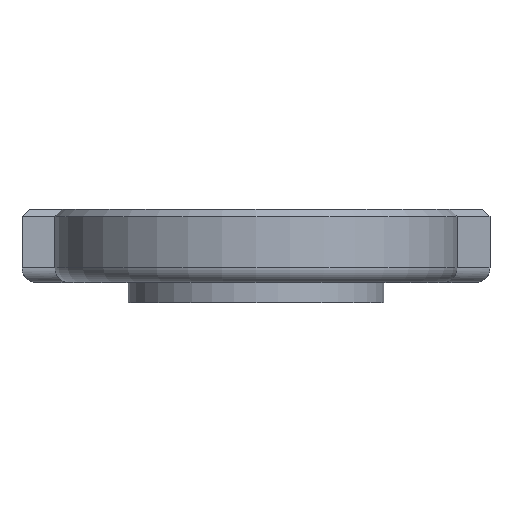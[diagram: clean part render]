
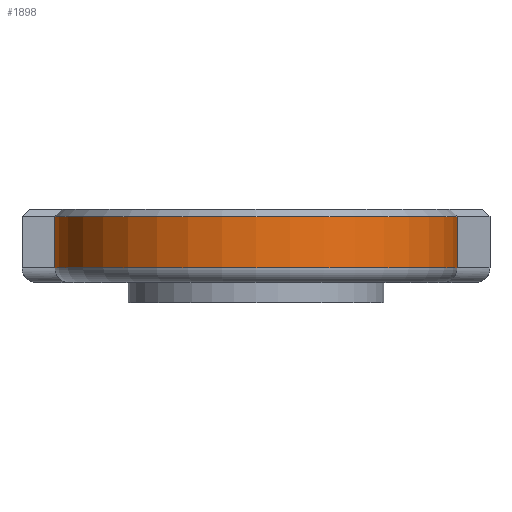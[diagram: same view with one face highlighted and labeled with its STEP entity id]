
A CAD part, front view. The second image highlights one B-rep face of the part: STEP entity #1898.
In plain terms, the highlighted cylindrical face has radius 27.5 mm (diameter 55 mm), a partial arc.
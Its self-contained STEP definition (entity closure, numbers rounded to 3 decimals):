
#172=FACE_OUTER_BOUND('',#274,.T.);
#274=EDGE_LOOP('',(#1512,#1513,#1514,#1515));
#463=LINE('',#3163,#632);
#464=LINE('',#3167,#633);
#632=VECTOR('',#2588,10.);
#633=VECTOR('',#2593,10.);
#744=CIRCLE('',#2081,27.5);
#755=CIRCLE('',#2103,27.5);
#899=VERTEX_POINT('',#3101);
#901=VERTEX_POINT('',#3107);
#918=VERTEX_POINT('',#3162);
#919=VERTEX_POINT('',#3166);
#1136=EDGE_CURVE('',#899,#901,#744,.T.);
#1162=EDGE_CURVE('',#901,#918,#463,.T.);
#1164=EDGE_CURVE('',#919,#899,#464,.T.);
#1165=EDGE_CURVE('',#918,#919,#755,.T.);
#1512=ORIENTED_EDGE('',*,*,#1136,.F.);
#1513=ORIENTED_EDGE('',*,*,#1164,.F.);
#1514=ORIENTED_EDGE('',*,*,#1165,.F.);
#1515=ORIENTED_EDGE('',*,*,#1162,.F.);
#1817=CYLINDRICAL_SURFACE('',#2102,27.5);
#1898=ADVANCED_FACE('',(#172),#1817,.T.);
#2081=AXIS2_PLACEMENT_3D('',#3111,#2532,#2533);
#2102=AXIS2_PLACEMENT_3D('',#3165,#2591,#2592);
#2103=AXIS2_PLACEMENT_3D('',#3168,#2594,#2595);
#2532=DIRECTION('center_axis',(0.,0.,-1.));
#2533=DIRECTION('ref_axis',(0.,-1.,0.));
#2588=DIRECTION('',(0.,0.,1.));
#2591=DIRECTION('center_axis',(0.,0.,1.));
#2592=DIRECTION('ref_axis',(0.,-1.,0.));
#2593=DIRECTION('',(0.,0.,-1.));
#2594=DIRECTION('center_axis',(0.,0.,1.));
#2595=DIRECTION('ref_axis',(1.,0.,0.));
#3101=CARTESIAN_POINT('',(18.333,20.497,4.75));
#3107=CARTESIAN_POINT('',(-18.333,20.497,4.75));
#3111=CARTESIAN_POINT('Origin',(0.,0.,4.75));
#3162=CARTESIAN_POINT('',(-18.333,20.497,11.75));
#3163=CARTESIAN_POINT('',(-18.333,20.497,2.75));
#3165=CARTESIAN_POINT('Origin',(0.,0.,2.75));
#3166=CARTESIAN_POINT('',(18.333,20.497,11.75));
#3167=CARTESIAN_POINT('',(18.333,20.497,2.75));
#3168=CARTESIAN_POINT('Origin',(0.,0.,11.75));
